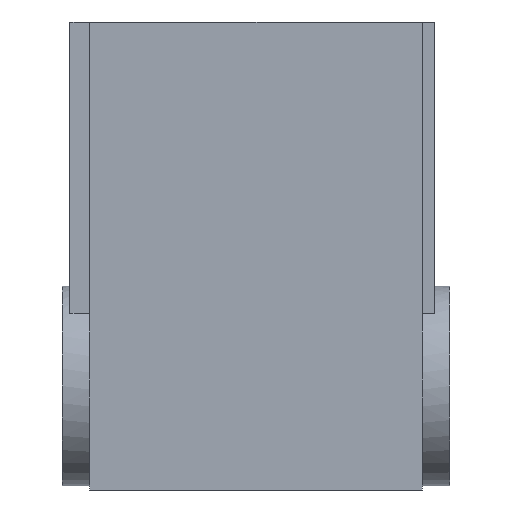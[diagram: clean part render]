
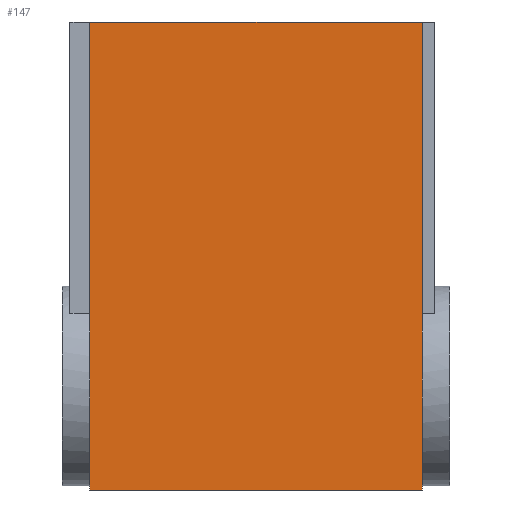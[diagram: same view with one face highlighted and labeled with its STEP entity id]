
A CAD part, left-side view. The second image highlights one B-rep face of the part: STEP entity #147.
In plain terms, the highlighted planar face has unit normal (-1, 0, 0).
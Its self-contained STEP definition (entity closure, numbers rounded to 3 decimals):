
#8 = CARTESIAN_POINT ( 'NONE',  ( -12.746, 9.757, 45. ) ) ;
#49 = AXIS2_PLACEMENT_3D ( 'NONE', #1232, #516, #632 ) ;
#126 = ORIENTED_EDGE ( 'NONE', *, *, #658, .F. ) ;
#147 = ADVANCED_FACE ( 'NONE', ( #415 ), #1463, .F. ) ;
#224 = CARTESIAN_POINT ( 'NONE',  ( -12.746, 9.757, 45. ) ) ;
#254 = CARTESIAN_POINT ( 'NONE',  ( -12.746, 9.757, 0. ) ) ;
#367 = VECTOR ( 'NONE', #1399, 1000. ) ;
#402 = VECTOR ( 'NONE', #485, 1000. ) ;
#415 = FACE_OUTER_BOUND ( 'NONE', #1093, .T. ) ;
#485 = DIRECTION ( 'NONE',  ( 0., -1., 0. ) ) ;
#500 = CARTESIAN_POINT ( 'NONE',  ( -12.746, 9.757, 45. ) ) ;
#516 = DIRECTION ( 'NONE',  ( 1., 0., 0. ) ) ;
#563 = VERTEX_POINT ( 'NONE', #1502 ) ;
#632 = DIRECTION ( 'NONE',  ( 0., 1., 0. ) ) ;
#648 = EDGE_CURVE ( 'NONE', #942, #563, #1068, .T. ) ;
#658 = EDGE_CURVE ( 'NONE', #1271, #1163, #836, .T. ) ;
#674 = VECTOR ( 'NONE', #936, 1000. ) ;
#728 = LINE ( 'NONE', #8, #367 ) ;
#814 = EDGE_CURVE ( 'NONE', #1163, #563, #1459, .T. ) ;
#836 = LINE ( 'NONE', #500, #402 ) ;
#870 = CARTESIAN_POINT ( 'NONE',  ( -12.746, -22.243, 45. ) ) ;
#880 = CARTESIAN_POINT ( 'NONE',  ( -12.746, -22.243, 45. ) ) ;
#893 = ORIENTED_EDGE ( 'NONE', *, *, #1441, .T. ) ;
#901 = ORIENTED_EDGE ( 'NONE', *, *, #814, .F. ) ;
#936 = DIRECTION ( 'NONE',  ( 0., -1., 0. ) ) ;
#942 = VERTEX_POINT ( 'NONE', #1014 ) ;
#998 = DIRECTION ( 'NONE',  ( 0., 0., -1. ) ) ;
#1014 = CARTESIAN_POINT ( 'NONE',  ( -12.746, 9.757, 0. ) ) ;
#1068 = LINE ( 'NONE', #254, #674 ) ;
#1093 = EDGE_LOOP ( 'NONE', ( #1101, #901, #126, #893 ) ) ;
#1101 = ORIENTED_EDGE ( 'NONE', *, *, #648, .T. ) ;
#1163 = VERTEX_POINT ( 'NONE', #870 ) ;
#1232 = CARTESIAN_POINT ( 'NONE',  ( -12.746, 9.757, 45. ) ) ;
#1271 = VERTEX_POINT ( 'NONE', #224 ) ;
#1343 = VECTOR ( 'NONE', #998, 1000. ) ;
#1399 = DIRECTION ( 'NONE',  ( 0., 0., -1. ) ) ;
#1441 = EDGE_CURVE ( 'NONE', #1271, #942, #728, .T. ) ;
#1459 = LINE ( 'NONE', #880, #1343 ) ;
#1463 = PLANE ( 'NONE',  #49 ) ;
#1502 = CARTESIAN_POINT ( 'NONE',  ( -12.746, -22.243, 0. ) ) ;
